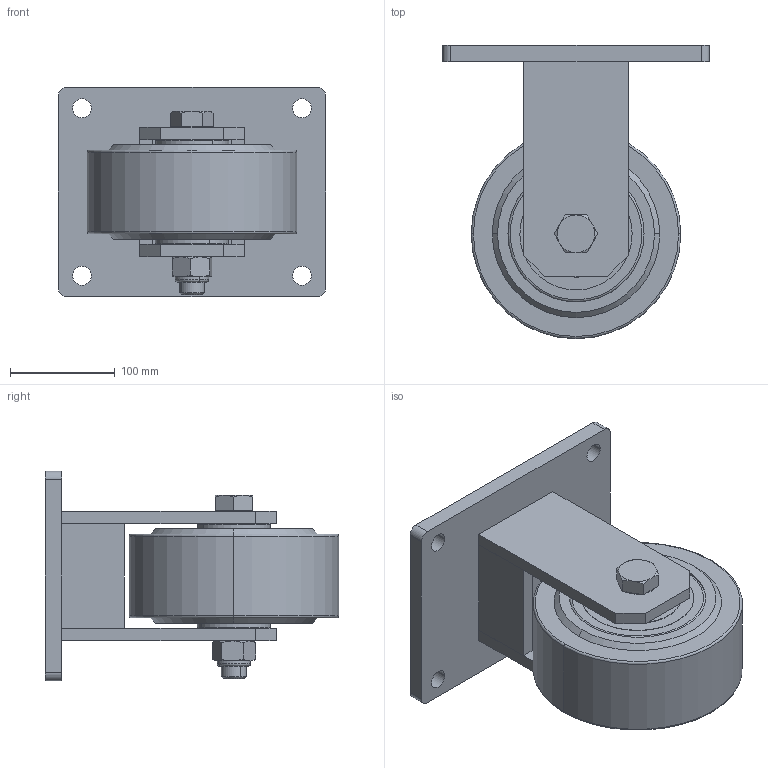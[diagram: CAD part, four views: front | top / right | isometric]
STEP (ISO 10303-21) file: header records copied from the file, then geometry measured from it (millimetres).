
FILE_DESCRIPTION (( 'STEP AP214' ), '1' );
FILE_NAME ('0028607_B-HS-STS-200-K-B80_(A-01).step', '2019-03-01T13:50:41', ( '' ), ( '' ), 'SwSTEP 2.0', 'SolidWorks 2018', '' );
FILE_SCHEMA (( 'AUTOMOTIVE_DESIGN' ));
Length unit declared in the file: millimetre
Products named in the file (1): 0028607_B-HS-STS-200-K-B80_(A-01)
Bounding box: 255 x 280 x 200 mm (x, y, z)
Surface area: 483104.6 mm2 (no closed solid volume)
Topology: 0 solids, 21 shells, 204 faces, 458 edges, 290 vertices
Faces by surface type: plane 78, cylinder 60, cone 46, torus 20
Entity records: 8254 total; most frequent: CARTESIAN_POINT 1205, DIRECTION 1070, ORIENTED_EDGE 868, EDGE_CURVE 458, AXIS2_PLACEMENT_3D 443, VERTEX_POINT 290, EDGE_LOOP 240, CIRCLE 238
